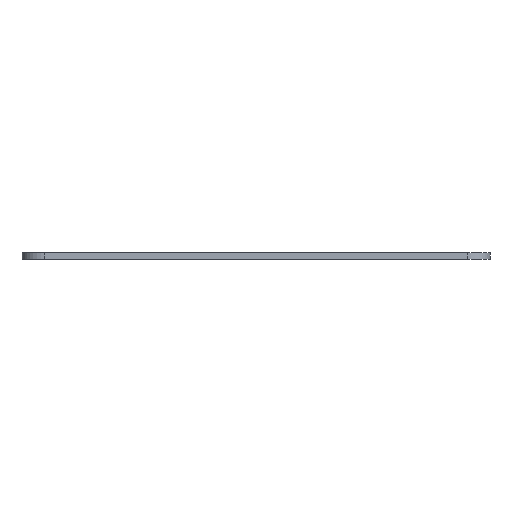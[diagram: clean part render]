
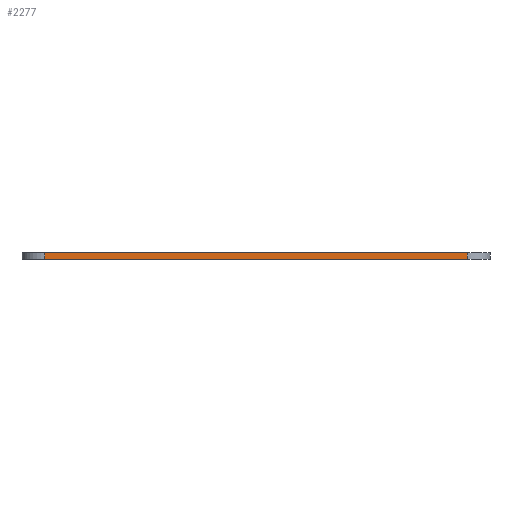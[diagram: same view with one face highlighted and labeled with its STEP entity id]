
A CAD part, left-side view. The second image highlights one B-rep face of the part: STEP entity #2277.
In plain terms, the highlighted planar face has unit normal (-1, 0, 0).
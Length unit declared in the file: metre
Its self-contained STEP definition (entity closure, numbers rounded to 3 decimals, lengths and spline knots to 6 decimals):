
#212=ORIENTED_EDGE('',*,*,#884,.F.);
#213=ORIENTED_EDGE('',*,*,#885,.T.);
#214=ORIENTED_EDGE('',*,*,#886,.T.);
#215=ORIENTED_EDGE('',*,*,#887,.T.);
#884=EDGE_CURVE('',#1216,#1217,#1452,.T.);
#885=EDGE_CURVE('',#1216,#1218,#1453,.T.);
#886=EDGE_CURVE('',#1218,#1219,#1454,.T.);
#887=EDGE_CURVE('',#1219,#1217,#1455,.F.);
#1216=VERTEX_POINT('',#3379);
#1217=VERTEX_POINT('',#3380);
#1218=VERTEX_POINT('',#3382);
#1219=VERTEX_POINT('',#3384);
#1452=LINE('',#3378,#1688);
#1453=LINE('',#3381,#1689);
#1454=LINE('',#3383,#1690);
#1455=LINE('',#3385,#1691);
#1688=VECTOR('',#2681,1.);
#1689=VECTOR('',#2682,1.);
#1690=VECTOR('',#2683,1.);
#1691=VECTOR('',#2684,1.);
#1899=EDGE_LOOP('',(#212,#213,#214,#215));
#2055=FACE_BOUND('',#1899,.T.);
#2211=PLANE('',#2408);
#2277=ADVANCED_FACE('',(#2055),#2211,.F.);
#2408=AXIS2_PLACEMENT_3D('',#3377,#2679,#2680);
#2679=DIRECTION('',(1.,0.,0.));
#2680=DIRECTION('',(0.,1.,0.));
#2681=DIRECTION('',(0.,-1.,0.));
#2682=DIRECTION('',(0.,0.,-1.));
#2683=DIRECTION('',(0.,-1.,0.));
#2684=DIRECTION('',(0.,0.,-1.));
#3377=CARTESIAN_POINT('',(-0.049698,0.00951,0.0015));
#3378=CARTESIAN_POINT('',(-0.049698,0.00951,0.0015));
#3379=CARTESIAN_POINT('',(-0.049698,0.05601,0.0015));
#3380=CARTESIAN_POINT('',(-0.049698,-0.03699,0.0015));
#3381=CARTESIAN_POINT('',(-0.049698,0.05601,0.));
#3382=CARTESIAN_POINT('',(-0.049698,0.05601,0.));
#3383=CARTESIAN_POINT('',(-0.049698,0.00951,0.));
#3384=CARTESIAN_POINT('',(-0.049698,-0.03699,0.));
#3385=CARTESIAN_POINT('',(-0.049698,-0.03699,0.0015));
